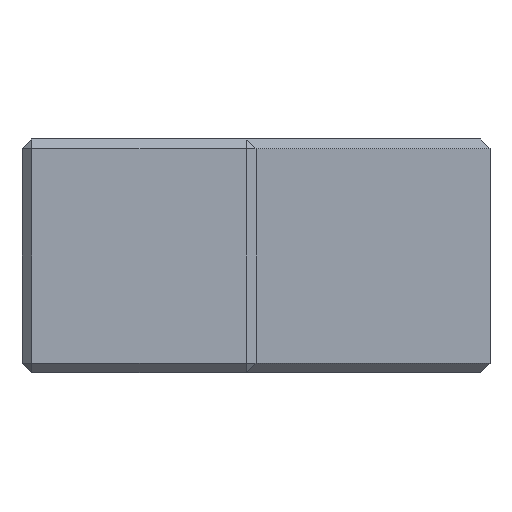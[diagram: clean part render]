
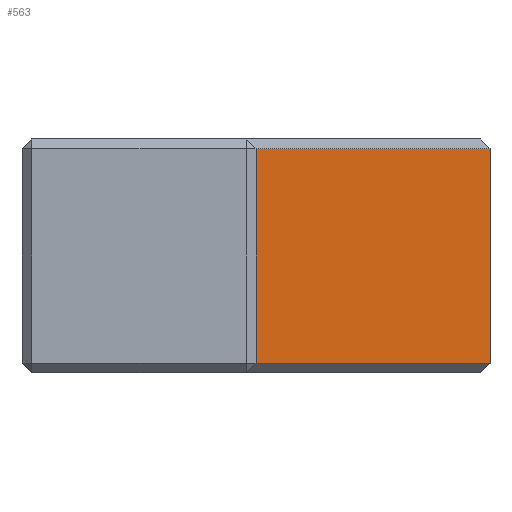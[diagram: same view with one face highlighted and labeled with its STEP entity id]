
A CAD part, front view. The second image highlights one B-rep face of the part: STEP entity #563.
In plain terms, the highlighted planar face has unit normal (0, -1, 0).
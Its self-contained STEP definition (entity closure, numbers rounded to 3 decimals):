
#63=FACE_OUTER_BOUND('',#102,.T.);
#102=EDGE_LOOP('',(#492,#493,#494,#495));
#109=LINE('',#776,#176);
#110=LINE('',#780,#177);
#165=LINE('',#892,#232);
#169=LINE('',#909,#236);
#176=VECTOR('',#620,12.);
#177=VECTOR('',#623,12.);
#232=VECTOR('',#732,11.);
#236=VECTOR('',#758,11.);
#237=VERTEX_POINT('',#763);
#242=VERTEX_POINT('',#774);
#243=VERTEX_POINT('',#778);
#244=VERTEX_POINT('',#779);
#283=EDGE_CURVE('',#242,#237,#109,.T.);
#284=EDGE_CURVE('',#243,#244,#110,.T.);
#343=EDGE_CURVE('',#244,#242,#165,.T.);
#349=EDGE_CURVE('',#243,#237,#169,.T.);
#492=ORIENTED_EDGE('',*,*,#283,.F.);
#493=ORIENTED_EDGE('',*,*,#343,.F.);
#494=ORIENTED_EDGE('',*,*,#284,.F.);
#495=ORIENTED_EDGE('',*,*,#349,.T.);
#527=PLANE('',#607);
#563=ADVANCED_FACE('',(#63),#527,.T.);
#607=AXIS2_PLACEMENT_3D('',#910,#759,#760);
#620=DIRECTION('',(1.,0.,0.));
#623=DIRECTION('',(-1.,0.,0.));
#732=DIRECTION('',(0.,0.,1.));
#758=DIRECTION('',(0.,0.,1.));
#759=DIRECTION('center_axis',(0.,-1.,0.));
#760=DIRECTION('ref_axis',(1.,0.,0.));
#763=CARTESIAN_POINT('',(24.,67.,11.5));
#774=CARTESIAN_POINT('',(12.,67.,11.5));
#776=CARTESIAN_POINT('',(10.887,67.,11.5));
#778=CARTESIAN_POINT('',(24.,67.,0.5));
#779=CARTESIAN_POINT('',(12.,67.,0.5));
#780=CARTESIAN_POINT('',(10.887,67.,0.5));
#892=CARTESIAN_POINT('',(12.,67.,0.));
#909=CARTESIAN_POINT('',(24.,67.,0.));
#910=CARTESIAN_POINT('Origin',(12.,67.,0.));
